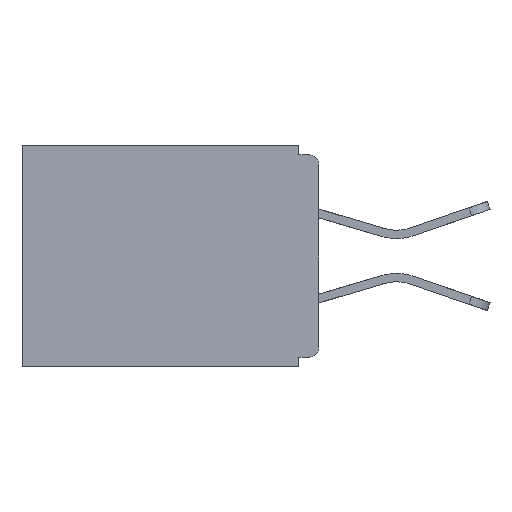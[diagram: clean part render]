
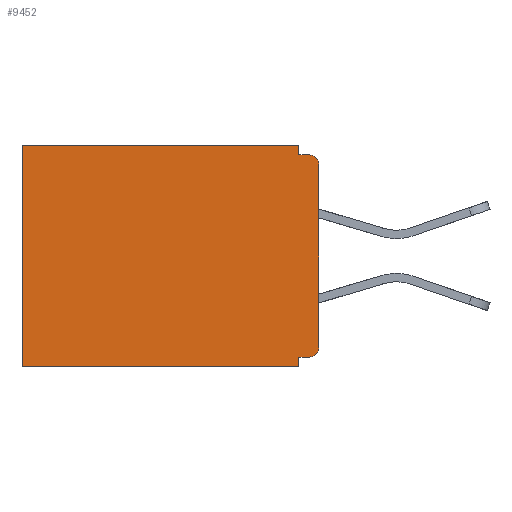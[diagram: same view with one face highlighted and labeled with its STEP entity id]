
A CAD part, left-side view. The second image highlights one B-rep face of the part: STEP entity #9452.
In plain terms, the highlighted planar face has unit normal (-1, 0, 0).
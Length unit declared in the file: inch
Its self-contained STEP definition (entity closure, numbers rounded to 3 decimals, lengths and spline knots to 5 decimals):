
#53 = CARTESIAN_POINT ( 'NONE',  ( 0.298, 0.031, -0.343 ) ) ;
#143 = CARTESIAN_POINT ( 'NONE',  ( 0.298, 0.015, -0.328 ) ) ;
#1282 = EDGE_CURVE ( 'NONE', #17425, #14019, #14896, .T. ) ;
#1316 = DIRECTION ( 'NONE',  ( 0., 0., -1. ) ) ;
#3006 = VECTOR ( 'NONE', #12881, 39.37008 ) ;
#3262 = ORIENTED_EDGE ( 'NONE', *, *, #17640, .F. ) ;
#4051 = LINE ( 'NONE', #22580, #6067 ) ;
#4183 = VECTOR ( 'NONE', #22472, 39.37008 ) ;
#4206 = VERTEX_POINT ( 'NONE', #15586 ) ;
#4630 = EDGE_CURVE ( 'NONE', #20835, #16833, #4051, .T. ) ;
#5262 = CARTESIAN_POINT ( 'NONE',  ( 0.298, 0., 0. ) ) ;
#5442 = CARTESIAN_POINT ( 'NONE',  ( 0.298, 0., -0.015 ) ) ;
#5546 = CARTESIAN_POINT ( 'NONE',  ( 0.298, 0.031, -0.343 ) ) ;
#6067 = VECTOR ( 'NONE', #1316, 39.37008 ) ;
#6237 = VERTEX_POINT ( 'NONE', #6904 ) ;
#6434 = AXIS2_PLACEMENT_3D ( 'NONE', #8330, #15770, #16008 ) ;
#6755 = CARTESIAN_POINT ( 'NONE',  ( 0.298, 0., -0.328 ) ) ;
#6904 = CARTESIAN_POINT ( 'NONE',  ( 0.298, 0., -0.03 ) ) ;
#7934 = VERTEX_POINT ( 'NONE', #11403 ) ;
#8327 = LINE ( 'NONE', #5262, #12223 ) ;
#8330 = CARTESIAN_POINT ( 'NONE',  ( 0.298, 0.015, -0.03 ) ) ;
#8627 = DIRECTION ( 'NONE',  ( 0., 0., -1. ) ) ;
#8949 = DIRECTION ( 'NONE',  ( 0., 1., 0. ) ) ;
#9209 = EDGE_CURVE ( 'NONE', #11536, #4206, #17703, .T. ) ;
#9414 = DIRECTION ( 'NONE',  ( -1., 0., 0. ) ) ;
#9452 = ADVANCED_FACE ( 'NONE', ( #14382 ), #12353, .F. ) ;
#10026 = ORIENTED_EDGE ( 'NONE', *, *, #11423, .T. ) ;
#10758 = EDGE_CURVE ( 'NONE', #20835, #18399, #8327, .T. ) ;
#11241 = EDGE_CURVE ( 'NONE', #14019, #11536, #22730, .T. ) ;
#11403 = CARTESIAN_POINT ( 'NONE',  ( 0.298, 0., -0.313 ) ) ;
#11423 = EDGE_CURVE ( 'NONE', #18399, #4206, #18164, .T. ) ;
#11522 = ORIENTED_EDGE ( 'NONE', *, *, #10758, .T. ) ;
#11536 = VERTEX_POINT ( 'NONE', #5546 ) ;
#12087 = CIRCLE ( 'NONE', #6434, 0.015 ) ;
#12223 = VECTOR ( 'NONE', #24345, 39.37008 ) ;
#12241 = EDGE_CURVE ( 'NONE', #17425, #7934, #19968, .T. ) ;
#12353 = PLANE ( 'NONE',  #17936 ) ;
#12742 = CARTESIAN_POINT ( 'NONE',  ( 0.298, 0.46, 0. ) ) ;
#12881 = DIRECTION ( 'NONE',  ( 0., 0., -1. ) ) ;
#13017 = DIRECTION ( 'NONE',  ( 0., 0., -1. ) ) ;
#13676 = VECTOR ( 'NONE', #8627, 39.37008 ) ;
#14019 = VERTEX_POINT ( 'NONE', #24134 ) ;
#14382 = FACE_OUTER_BOUND ( 'NONE', #17952, .T. ) ;
#14551 = ORIENTED_EDGE ( 'NONE', *, *, #11241, .F. ) ;
#14701 = ORIENTED_EDGE ( 'NONE', *, *, #19389, .F. ) ;
#14896 = LINE ( 'NONE', #6755, #15781 ) ;
#14940 = AXIS2_PLACEMENT_3D ( 'NONE', #20899, #9414, #13017 ) ;
#15202 = VECTOR ( 'NONE', #17301, 39.37008 ) ;
#15586 = CARTESIAN_POINT ( 'NONE',  ( 0.298, 0.46, -0.343 ) ) ;
#15770 = DIRECTION ( 'NONE',  ( -1., 0., 0. ) ) ;
#15781 = VECTOR ( 'NONE', #24028, 39.37008 ) ;
#16008 = DIRECTION ( 'NONE',  ( 0., 0., -1. ) ) ;
#16179 = CARTESIAN_POINT ( 'NONE',  ( 0.298, 0., 0. ) ) ;
#16334 = CARTESIAN_POINT ( 'NONE',  ( 0.298, 0.015, -0.015 ) ) ;
#16384 = ORIENTED_EDGE ( 'NONE', *, *, #22699, .T. ) ;
#16715 = ORIENTED_EDGE ( 'NONE', *, *, #12241, .T. ) ;
#16833 = VERTEX_POINT ( 'NONE', #21887 ) ;
#17301 = DIRECTION ( 'NONE',  ( 0., -1., 0. ) ) ;
#17425 = VERTEX_POINT ( 'NONE', #143 ) ;
#17640 = EDGE_CURVE ( 'NONE', #6237, #7934, #20033, .T. ) ;
#17703 = LINE ( 'NONE', #20779, #22848 ) ;
#17936 = AXIS2_PLACEMENT_3D ( 'NONE', #16179, #23924, #19938 ) ;
#17952 = EDGE_LOOP ( 'NONE', ( #16384, #14701, #21289, #11522, #10026, #24291, #14551, #21987, #16715, #3262 ) ) ;
#18164 = LINE ( 'NONE', #22452, #3006 ) ;
#18399 = VERTEX_POINT ( 'NONE', #12742 ) ;
#19389 = EDGE_CURVE ( 'NONE', #16833, #20661, #22433, .T. ) ;
#19938 = DIRECTION ( 'NONE',  ( 0., 0., -1. ) ) ;
#19968 = CIRCLE ( 'NONE', #14940, 0.015 ) ;
#20033 = LINE ( 'NONE', #20130, #13676 ) ;
#20130 = CARTESIAN_POINT ( 'NONE',  ( 0.298, 0., 0. ) ) ;
#20651 = CARTESIAN_POINT ( 'NONE',  ( 0.298, 0.031, 0. ) ) ;
#20661 = VERTEX_POINT ( 'NONE', #16334 ) ;
#20779 = CARTESIAN_POINT ( 'NONE',  ( 0.298, 0., -0.343 ) ) ;
#20835 = VERTEX_POINT ( 'NONE', #20651 ) ;
#20899 = CARTESIAN_POINT ( 'NONE',  ( 0.298, 0.015, -0.313 ) ) ;
#21289 = ORIENTED_EDGE ( 'NONE', *, *, #4630, .F. ) ;
#21887 = CARTESIAN_POINT ( 'NONE',  ( 0.298, 0.031, -0.015 ) ) ;
#21987 = ORIENTED_EDGE ( 'NONE', *, *, #1282, .F. ) ;
#22433 = LINE ( 'NONE', #5442, #15202 ) ;
#22452 = CARTESIAN_POINT ( 'NONE',  ( 0.298, 0.46, 0. ) ) ;
#22472 = DIRECTION ( 'NONE',  ( 0., 0., -1. ) ) ;
#22580 = CARTESIAN_POINT ( 'NONE',  ( 0.298, 0.031, -0.343 ) ) ;
#22699 = EDGE_CURVE ( 'NONE', #6237, #20661, #12087, .T. ) ;
#22730 = LINE ( 'NONE', #53, #4183 ) ;
#22848 = VECTOR ( 'NONE', #8949, 39.37008 ) ;
#23924 = DIRECTION ( 'NONE',  ( 1., 0., 0. ) ) ;
#24028 = DIRECTION ( 'NONE',  ( 0., 1., 0. ) ) ;
#24134 = CARTESIAN_POINT ( 'NONE',  ( 0.298, 0.031, -0.328 ) ) ;
#24291 = ORIENTED_EDGE ( 'NONE', *, *, #9209, .F. ) ;
#24345 = DIRECTION ( 'NONE',  ( 0., 1., 0. ) ) ;
